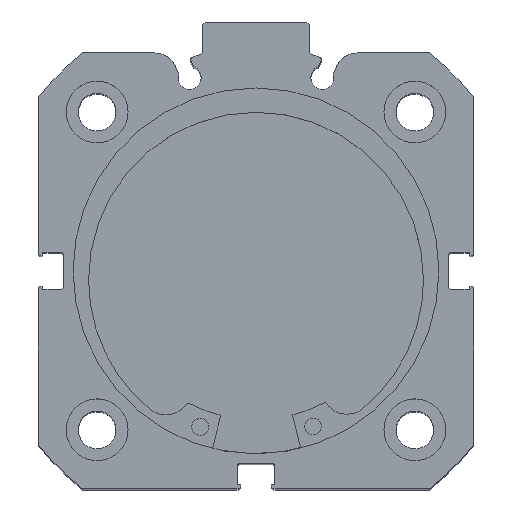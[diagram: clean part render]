
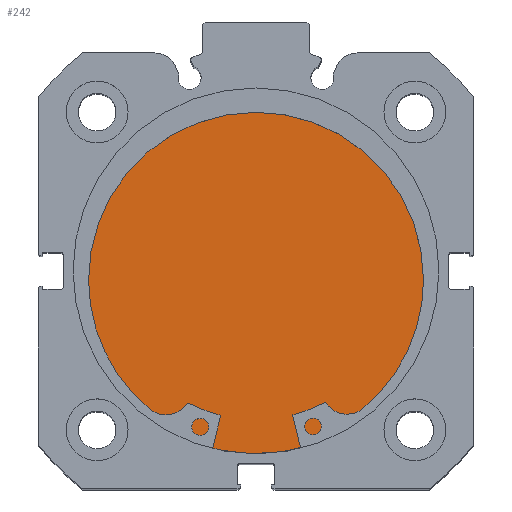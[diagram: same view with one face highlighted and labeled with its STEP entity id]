
A CAD part, top view. The second image highlights one B-rep face of the part: STEP entity #242.
In plain terms, the highlighted face is planar.
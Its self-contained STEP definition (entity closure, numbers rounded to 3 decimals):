
#242 = ADVANCED_FACE ( 'NONE', ( #3321 ), #6369, .F. ) ;
#462 = VERTEX_POINT ( 'NONE', #6561 ) ;
#464 = VERTEX_POINT ( 'NONE', #6563 ) ;
#1001 = EDGE_CURVE ( 'NONE', #464, #462, #5394, .T. ) ;
#1012 = EDGE_CURVE ( 'NONE', #462, #464, #5410, .T. ) ;
#1217 = AXIS2_PLACEMENT_3D ( 'NONE', #6368, #6371, #6372 ) ;
#1491 = AXIS2_PLACEMENT_3D ( 'NONE', #4981, #4986, #4987 ) ;
#1500 = AXIS2_PLACEMENT_3D ( 'NONE', #5009, #5015, #5016 ) ;
#2370 = ORIENTED_EDGE ( 'NONE', *, *, #1012, .F. ) ;
#2371 = ORIENTED_EDGE ( 'NONE', *, *, #1001, .F. ) ;
#2717 = EDGE_LOOP ( 'NONE', ( #2371, #2370 ) ) ;
#3321 = FACE_OUTER_BOUND ( 'NONE', #2717, .T. ) ;
#4981 = CARTESIAN_POINT ( 'NONE',  ( 9.5, 0., 0. ) ) ;
#4986 = DIRECTION ( 'NONE',  ( -1., 0., 0. ) ) ;
#4987 = DIRECTION ( 'NONE',  ( 0., 0., 1. ) ) ;
#5009 = CARTESIAN_POINT ( 'NONE',  ( 9.5, 0., 0. ) ) ;
#5015 = DIRECTION ( 'NONE',  ( -1., 0., 0. ) ) ;
#5016 = DIRECTION ( 'NONE',  ( 0., 0., 1. ) ) ;
#5394 = CIRCLE ( 'NONE', #1491, 32.5 ) ;
#5410 = CIRCLE ( 'NONE', #1500, 32.5 ) ;
#6368 = CARTESIAN_POINT ( 'NONE',  ( 9.5, 32.5, 0. ) ) ;
#6369 = PLANE ( 'NONE',  #1217 ) ;
#6371 = DIRECTION ( 'NONE',  ( -1., 0., 0. ) ) ;
#6372 = DIRECTION ( 'NONE',  ( 0., 0., 1. ) ) ;
#6561 = CARTESIAN_POINT ( 'NONE',  ( 9.5, 0., -32.5 ) ) ;
#6563 = CARTESIAN_POINT ( 'NONE',  ( 9.5, 0., 32.5 ) ) ;
